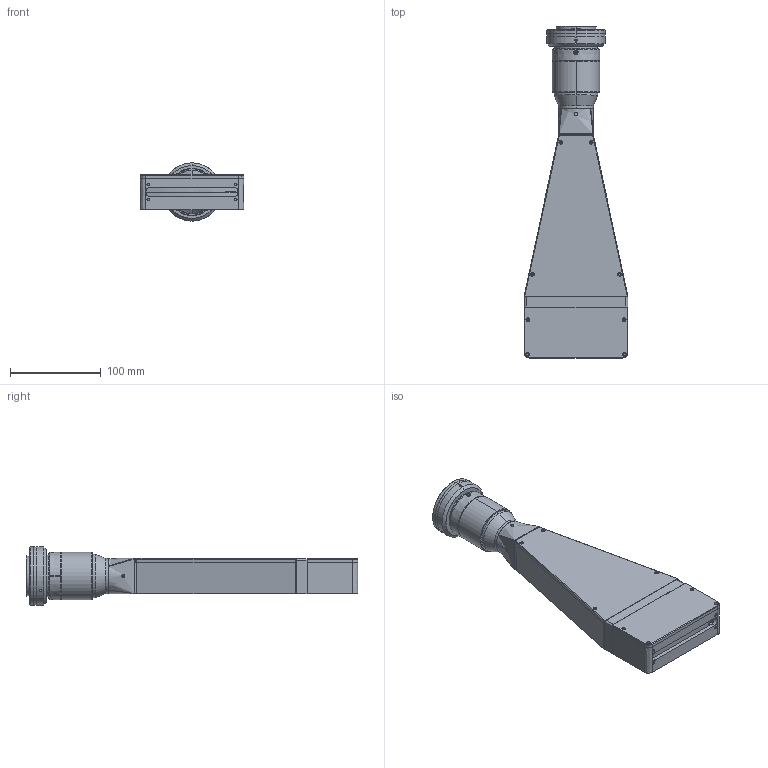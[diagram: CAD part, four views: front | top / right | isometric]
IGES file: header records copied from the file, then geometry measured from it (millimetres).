
Start section: SolidWorks IGES file using analytic representation for surfaces
Global section: file name: DW71526.IGS; native system: SolidWorks 2013; preprocessor: SolidWorks 2013; author: piermario; date: 140521.094639; units: millimetre
Bounding box: 114 x 364.98 x 64 mm (x, y, z)
Surface area: 110384.9 mm2 (no closed solid volume)
Topology: 0 solids, 0 shells, 285 faces, 4495 edges, 4494 vertices
Faces by surface type: revolution 150, bspline 135
